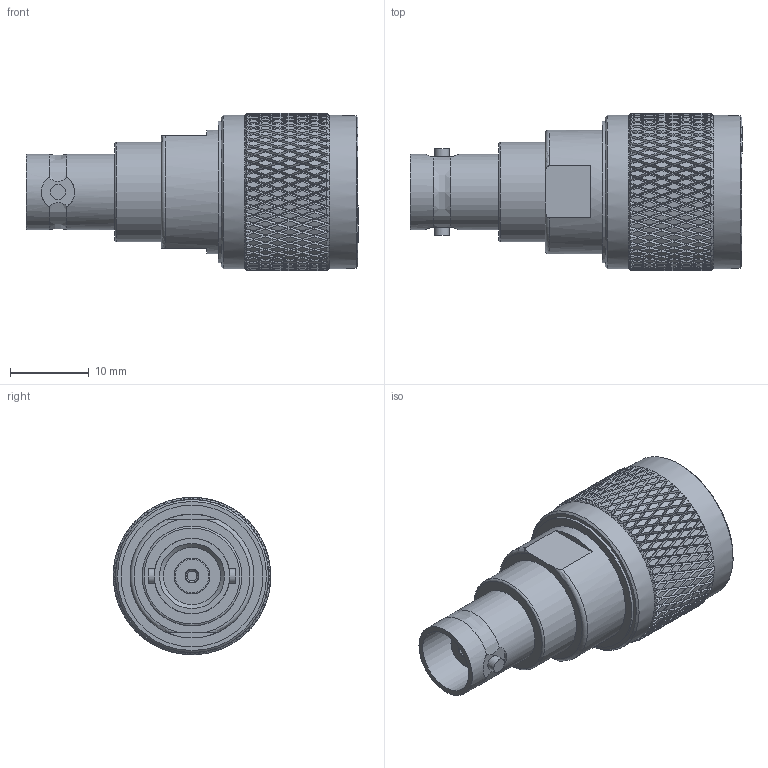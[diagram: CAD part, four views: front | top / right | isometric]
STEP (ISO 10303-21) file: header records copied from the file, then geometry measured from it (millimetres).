
FILE_DESCRIPTION (( 'STEP AP203' ), '1' );
FILE_NAME ('SM3511.step', '2020-04-01T16:58:00', ( '' ), ( '' ), 'SwSTEP 2.0', 'SolidWorks 2018', '' );
FILE_SCHEMA (( 'CONFIG_CONTROL_DESIGN' ));
Products named in the file (1): SM3511
Bounding box: 42.2 x 20 x 20 mm (x, y, z)
Volume: 6268.1 mm3; surface area: 4391.2 mm2
Topology: 1 solids, 1 shells, 2506 faces, 5100 edges, 2610 vertices
Faces by surface type: bspline 1766, cylinder 467, cone 231, plane 38, torus 4
Full cylindrical faces by diameter (mm): 1.27 x1, 1.524 x1, 1.778 x1, 1.905 x2, 2.794 x1, 4.572 x1, 6.985 x1, 8.255 x2, 9.601 x2, 12.7 x1, 15.748 x1, 15.875 x5, 18.025 x1, 19.461 x2
Entity records: 89420 total; most frequent: CARTESIAN_POINT 56988, ORIENTED_EDGE 10094, EDGE_CURVE 5047, VERTEX_POINT 2589, EDGE_LOOP 2542, FACE_OUTER_BOUND 2522, ADVANCED_FACE 2501, DIRECTION 2436
